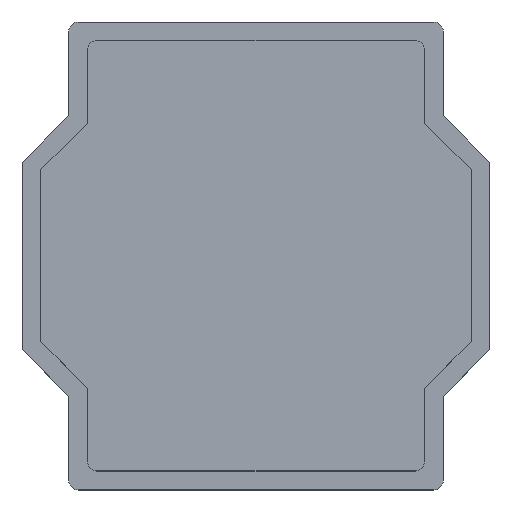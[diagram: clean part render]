
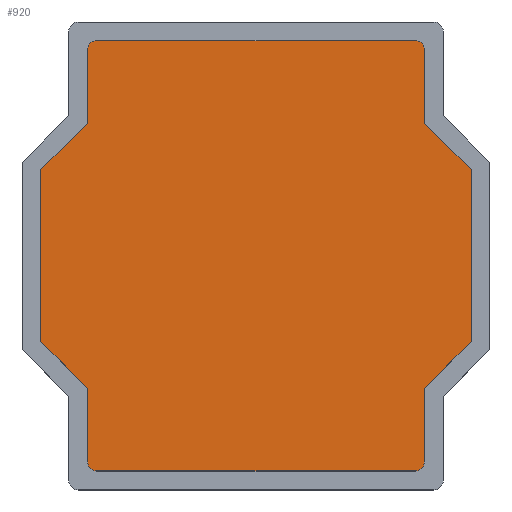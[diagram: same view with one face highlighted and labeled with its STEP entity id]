
A CAD part, top view. The second image highlights one B-rep face of the part: STEP entity #920.
In plain terms, the highlighted planar face has unit normal (0, 0, 1).
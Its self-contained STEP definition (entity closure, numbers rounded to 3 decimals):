
#34=PLANE('',#998);
#82=FACE_OUTER_BOUND('',#131,.T.);
#131=EDGE_LOOP('',(#759,#760,#761,#762,#763,#764,#765,#766,#767,#768,#769,
#770,#771,#772,#773,#774));
#184=LINE('',#1349,#300);
#210=LINE('',#1409,#326);
#214=LINE('',#1419,#330);
#216=LINE('',#1426,#332);
#218=LINE('',#1430,#334);
#220=LINE('',#1434,#336);
#222=LINE('',#1438,#338);
#224=LINE('',#1441,#340);
#225=LINE('',#1444,#341);
#227=LINE('',#1448,#343);
#229=LINE('',#1452,#345);
#231=LINE('',#1455,#347);
#300=VECTOR('',#1092,10.);
#326=VECTOR('',#1132,10.);
#330=VECTOR('',#1142,10.);
#332=VECTOR('',#1150,10.);
#334=VECTOR('',#1154,10.);
#336=VECTOR('',#1158,10.);
#338=VECTOR('',#1162,10.);
#340=VECTOR('',#1166,10.);
#341=VECTOR('',#1169,10.);
#343=VECTOR('',#1173,10.);
#345=VECTOR('',#1177,10.);
#347=VECTOR('',#1181,10.);
#396=CIRCLE('',#975,0.1);
#400=CIRCLE('',#982,0.1);
#401=CIRCLE('',#985,0.1);
#402=CIRCLE('',#988,0.1);
#431=VERTEX_POINT('',#1339);
#432=VERTEX_POINT('',#1341);
#434=VERTEX_POINT('',#1347);
#460=VERTEX_POINT('',#1403);
#461=VERTEX_POINT('',#1407);
#462=VERTEX_POINT('',#1411);
#463=VERTEX_POINT('',#1413);
#464=VERTEX_POINT('',#1417);
#465=VERTEX_POINT('',#1421);
#466=VERTEX_POINT('',#1425);
#467=VERTEX_POINT('',#1429);
#468=VERTEX_POINT('',#1433);
#469=VERTEX_POINT('',#1437);
#470=VERTEX_POINT('',#1443);
#471=VERTEX_POINT('',#1447);
#472=VERTEX_POINT('',#1451);
#526=EDGE_CURVE('',#431,#432,#396,.T.);
#530=EDGE_CURVE('',#431,#434,#184,.T.);
#558=EDGE_CURVE('',#460,#434,#400,.T.);
#560=EDGE_CURVE('',#460,#461,#210,.T.);
#562=EDGE_CURVE('',#462,#463,#401,.T.);
#565=EDGE_CURVE('',#462,#464,#214,.T.);
#567=EDGE_CURVE('',#465,#464,#402,.T.);
#568=EDGE_CURVE('',#466,#432,#216,.T.);
#570=EDGE_CURVE('',#467,#466,#218,.T.);
#572=EDGE_CURVE('',#468,#467,#220,.T.);
#574=EDGE_CURVE('',#469,#468,#222,.T.);
#576=EDGE_CURVE('',#465,#469,#224,.T.);
#577=EDGE_CURVE('',#470,#463,#225,.T.);
#579=EDGE_CURVE('',#471,#470,#227,.T.);
#581=EDGE_CURVE('',#472,#471,#229,.T.);
#583=EDGE_CURVE('',#461,#472,#231,.T.);
#759=ORIENTED_EDGE('',*,*,#526,.F.);
#760=ORIENTED_EDGE('',*,*,#530,.T.);
#761=ORIENTED_EDGE('',*,*,#558,.F.);
#762=ORIENTED_EDGE('',*,*,#560,.T.);
#763=ORIENTED_EDGE('',*,*,#583,.T.);
#764=ORIENTED_EDGE('',*,*,#581,.T.);
#765=ORIENTED_EDGE('',*,*,#579,.T.);
#766=ORIENTED_EDGE('',*,*,#577,.T.);
#767=ORIENTED_EDGE('',*,*,#562,.F.);
#768=ORIENTED_EDGE('',*,*,#565,.T.);
#769=ORIENTED_EDGE('',*,*,#567,.F.);
#770=ORIENTED_EDGE('',*,*,#576,.T.);
#771=ORIENTED_EDGE('',*,*,#574,.T.);
#772=ORIENTED_EDGE('',*,*,#572,.T.);
#773=ORIENTED_EDGE('',*,*,#570,.T.);
#774=ORIENTED_EDGE('',*,*,#568,.T.);
#920=ADVANCED_FACE('',(#82),#34,.T.);
#975=AXIS2_PLACEMENT_3D('',#1342,#1085,#1086);
#982=AXIS2_PLACEMENT_3D('',#1405,#1127,#1128);
#985=AXIS2_PLACEMENT_3D('',#1414,#1136,#1137);
#988=AXIS2_PLACEMENT_3D('',#1423,#1146,#1147);
#998=AXIS2_PLACEMENT_3D('',#1456,#1182,#1183);
#1085=DIRECTION('center_axis',(0.,0.,-1.));
#1086=DIRECTION('ref_axis',(0.707,0.707,0.));
#1092=DIRECTION('',(-1.,0.,0.));
#1127=DIRECTION('center_axis',(0.,0.,-1.));
#1128=DIRECTION('ref_axis',(-0.707,0.707,0.));
#1132=DIRECTION('',(0.,-1.,0.));
#1136=DIRECTION('center_axis',(0.,0.,-1.));
#1137=DIRECTION('ref_axis',(-0.707,-0.707,0.));
#1142=DIRECTION('',(1.,0.,0.));
#1146=DIRECTION('center_axis',(0.,0.,-1.));
#1147=DIRECTION('ref_axis',(0.707,-0.707,0.));
#1150=DIRECTION('',(0.,1.,0.));
#1154=DIRECTION('',(-0.707,0.707,0.));
#1158=DIRECTION('',(0.,1.,0.));
#1162=DIRECTION('',(0.707,0.707,0.));
#1166=DIRECTION('',(0.,1.,0.));
#1169=DIRECTION('',(0.,-1.,0.));
#1173=DIRECTION('',(0.707,-0.707,0.));
#1177=DIRECTION('',(0.,-1.,0.));
#1181=DIRECTION('',(-0.707,-0.707,0.));
#1182=DIRECTION('center_axis',(0.,0.,1.));
#1183=DIRECTION('ref_axis',(1.,0.,0.));
#1339=CARTESIAN_POINT('',(1.7,2.3,1.8));
#1341=CARTESIAN_POINT('',(1.8,2.2,1.8));
#1342=CARTESIAN_POINT('Origin',(1.7,2.2,1.8));
#1347=CARTESIAN_POINT('',(-1.7,2.3,1.8));
#1349=CARTESIAN_POINT('',(0.9,2.3,1.8));
#1403=CARTESIAN_POINT('',(-1.8,2.2,1.8));
#1405=CARTESIAN_POINT('Origin',(-1.7,2.2,1.8));
#1407=CARTESIAN_POINT('',(-1.8,1.417,1.8));
#1409=CARTESIAN_POINT('',(-1.8,1.15,1.8));
#1411=CARTESIAN_POINT('',(-1.7,-2.3,1.8));
#1413=CARTESIAN_POINT('',(-1.8,-2.2,1.8));
#1414=CARTESIAN_POINT('Origin',(-1.7,-2.2,1.8));
#1417=CARTESIAN_POINT('',(1.7,-2.3,1.8));
#1419=CARTESIAN_POINT('',(-0.9,-2.3,1.8));
#1421=CARTESIAN_POINT('',(1.8,-2.2,1.8));
#1423=CARTESIAN_POINT('Origin',(1.7,-2.2,1.8));
#1425=CARTESIAN_POINT('',(1.8,1.417,1.8));
#1426=CARTESIAN_POINT('',(1.8,0.709,1.8));
#1429=CARTESIAN_POINT('',(2.3,0.917,1.8));
#1430=CARTESIAN_POINT('',(1.954,1.263,1.8));
#1433=CARTESIAN_POINT('',(2.3,-0.917,1.8));
#1434=CARTESIAN_POINT('',(2.3,-0.459,1.8));
#1437=CARTESIAN_POINT('',(1.8,-1.417,1.8));
#1438=CARTESIAN_POINT('',(1.704,-1.513,1.8));
#1441=CARTESIAN_POINT('',(1.8,-1.15,1.8));
#1443=CARTESIAN_POINT('',(-1.8,-1.417,1.8));
#1444=CARTESIAN_POINT('',(-1.8,-0.709,1.8));
#1447=CARTESIAN_POINT('',(-2.3,-0.917,1.8));
#1448=CARTESIAN_POINT('',(-1.954,-1.263,1.8));
#1451=CARTESIAN_POINT('',(-2.3,0.917,1.8));
#1452=CARTESIAN_POINT('',(-2.3,0.459,1.8));
#1455=CARTESIAN_POINT('',(-1.704,1.513,1.8));
#1456=CARTESIAN_POINT('Origin',(0.,0.,1.8));
